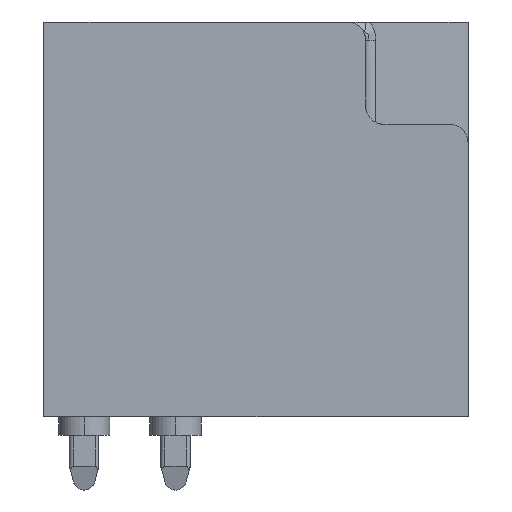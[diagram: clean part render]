
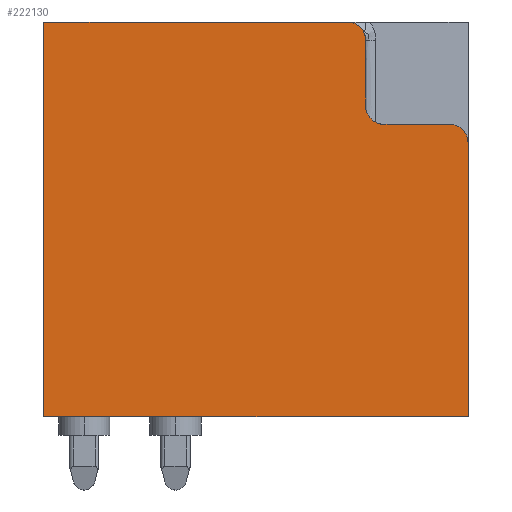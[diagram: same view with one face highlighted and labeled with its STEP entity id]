
A CAD part, left-side view. The second image highlights one B-rep face of the part: STEP entity #222130.
In plain terms, the highlighted face is planar.
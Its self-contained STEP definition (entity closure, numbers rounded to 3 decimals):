
#175480=CARTESIAN_POINT('',(-62.251,-9.667,
2.925));
#175490=VERTEX_POINT('',#175480);
#175520=CARTESIAN_POINT('',(-62.751,-9.667,
2.925));
#175530=DIRECTION('',(0.,0.,1.));
#175540=DIRECTION('',(1.,0.,0.));
#175550=AXIS2_PLACEMENT_3D('',#175520,#175530,#175540);
#175560=CIRCLE('',#175550,0.5);
#175570=CARTESIAN_POINT('',(-62.751,-9.167,
2.925));
#175580=VERTEX_POINT('',#175570);
#175590=EDGE_CURVE('',#175490,#175580,#175560,.T.);
#221410=CARTESIAN_POINT('',(-68.051,-16.417,
2.925));
#221420=DIRECTION('',(0.,0.,1.));
#221430=DIRECTION('',(0.,-1.,0.));
#221440=AXIS2_PLACEMENT_3D('',#221410,#221420,#221430);
#221450=PLANE('',#221440);
#221460=CARTESIAN_POINT('',(-64.551,-8.667,
2.925));
#221470=DIRECTION('',(0.,0.,-1.));
#221480=DIRECTION('',(0.,1.,0.));
#221490=AXIS2_PLACEMENT_3D('',#221460,#221470,#221480);
#221500=CIRCLE('',#221490,0.5);
#221510=CARTESIAN_POINT('',(-64.551,-9.167,
2.925));
#221520=VERTEX_POINT('',#221510);
#221530=CARTESIAN_POINT('',(-65.051,-8.667,
2.925));
#221540=VERTEX_POINT('',#221530);
#221550=EDGE_CURVE('',#221520,#221540,#221500,.T.);
#221560=ORIENTED_EDGE('',*,*,#221550,.T.);
#221570=CARTESIAN_POINT('',(-53.334,-9.167,
2.925));
#221580=DIRECTION('',(1.,0.,0.));
#221590=VECTOR('',#221580,1.);
#221600=LINE('',#221570,#221590);
#221610=EDGE_CURVE('',#221520,#175580,#221600,.T.);
#221620=ORIENTED_EDGE('',*,*,#221610,.F.);
#221630=ORIENTED_EDGE('',*,*,#175590,.T.);
#221640=CARTESIAN_POINT('',(-62.251,-84.269,
2.925));
#221650=DIRECTION('',(0.,1.,0.));
#221660=VECTOR('',#221650,1.);
#221670=LINE('',#221640,#221660);
#221680=CARTESIAN_POINT('',(-62.251,-17.167,
2.925));
#221690=VERTEX_POINT('',#221680);
#221700=EDGE_CURVE('',#221690,#175490,#221670,.T.);
#221710=ORIENTED_EDGE('',*,*,#221700,.T.);
#221720=CARTESIAN_POINT('',(0.,-17.167,
2.925));
#221730=DIRECTION('',(-1.,0.,0.));
#221740=VECTOR('',#221730,1.);
#221750=LINE('',#221720,#221740);
#221760=CARTESIAN_POINT('',(-73.851,-17.167,
2.925));
#221770=VERTEX_POINT('',#221760);
#221780=EDGE_CURVE('',#221690,#221770,#221750,.T.);
#221790=ORIENTED_EDGE('',*,*,#221780,.F.);
#221800=CARTESIAN_POINT('',(-73.851,-84.269,
2.925));
#221810=DIRECTION('',(0.,-1.,0.));
#221820=VECTOR('',#221810,1.);
#221830=LINE('',#221800,#221820);
#221840=CARTESIAN_POINT('',(-73.851,-6.367,
2.925));
#221850=VERTEX_POINT('',#221840);
#221860=EDGE_CURVE('',#221850,#221770,#221830,.T.);
#221870=ORIENTED_EDGE('',*,*,#221860,.T.);
#221880=CARTESIAN_POINT('',(-53.334,-6.367,
2.925));
#221890=DIRECTION('',(1.,0.,0.));
#221900=VECTOR('',#221890,1.);
#221910=LINE('',#221880,#221900);
#221920=CARTESIAN_POINT('',(-65.551,-6.367,
2.925));
#221930=VERTEX_POINT('',#221920);
#221940=EDGE_CURVE('',#221850,#221930,#221910,.T.);
#221950=ORIENTED_EDGE('',*,*,#221940,.F.);
#221960=CARTESIAN_POINT('',(-65.551,-6.867,
2.925));
#221970=DIRECTION('',(0.,0.,1.));
#221980=DIRECTION('',(0.,-1.,0.));
#221990=AXIS2_PLACEMENT_3D('',#221960,#221970,#221980);
#222000=CIRCLE('',#221990,0.5);
#222010=CARTESIAN_POINT('',(-65.051,-6.867,
2.925));
#222020=VERTEX_POINT('',#222010);
#222030=EDGE_CURVE('',#222020,#221930,#222000,.T.);
#222040=ORIENTED_EDGE('',*,*,#222030,.T.);
#222050=CARTESIAN_POINT('',(-65.051,-84.269,
2.925));
#222060=DIRECTION('',(0.,-1.,0.));
#222070=VECTOR('',#222060,1.);
#222080=LINE('',#222050,#222070);
#222090=EDGE_CURVE('',#222020,#221540,#222080,.T.);
#222100=ORIENTED_EDGE('',*,*,#222090,.F.);
#222110=EDGE_LOOP('',(#222100,#222040,#221950,#221870,#221790,#221710,
#221630,#221620,#221560));
#222120=FACE_OUTER_BOUND('',#222110,.T.);
#222130=ADVANCED_FACE('',(#222120),#221450,.T.);
